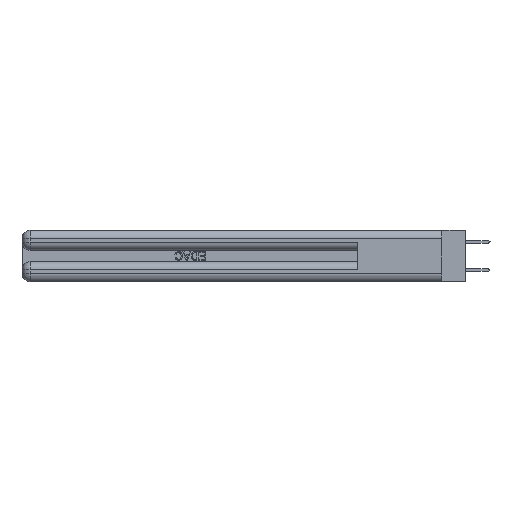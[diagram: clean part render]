
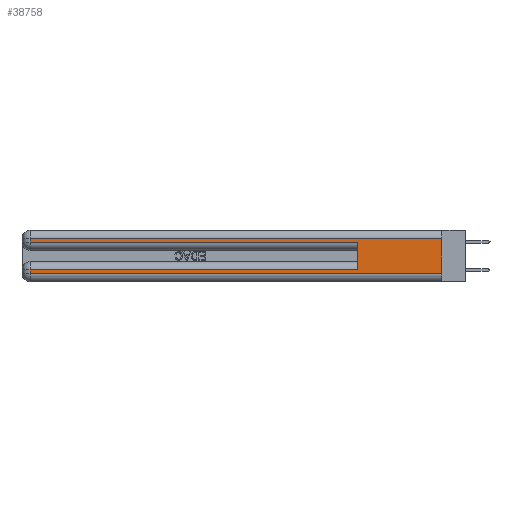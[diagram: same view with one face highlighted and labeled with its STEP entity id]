
A CAD part, left-side view. The second image highlights one B-rep face of the part: STEP entity #38758.
In plain terms, the highlighted planar face has unit normal (-1, 0, 0).
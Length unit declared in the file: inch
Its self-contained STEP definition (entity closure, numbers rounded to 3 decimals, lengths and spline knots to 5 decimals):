
#1069 = LINE ( 'NONE', #28415, #8094 ) ;
#1094 = DIRECTION ( 'NONE',  ( 0., 0., -1. ) ) ;
#1830 = DIRECTION ( 'NONE',  ( 0., 1., 0. ) ) ;
#1994 = ORIENTED_EDGE ( 'NONE', *, *, #21960, .F. ) ;
#3851 = EDGE_CURVE ( 'NONE', #7870, #19741, #39934, .T. ) ;
#3915 = DIRECTION ( 'NONE',  ( 0., 0., -1. ) ) ;
#4671 = VERTEX_POINT ( 'NONE', #22078 ) ;
#7548 = ORIENTED_EDGE ( 'NONE', *, *, #11720, .F. ) ;
#7870 = VERTEX_POINT ( 'NONE', #17726 ) ;
#8094 = VECTOR ( 'NONE', #14245, 39.37008 ) ;
#8394 = CARTESIAN_POINT ( 'NONE',  ( 0., 2.94, 0.06 ) ) ;
#10288 = LINE ( 'NONE', #41115, #16795 ) ;
#10736 = CARTESIAN_POINT ( 'NONE',  ( 0., 0., 0.37 ) ) ;
#11720 = EDGE_CURVE ( 'NONE', #7870, #39757, #16622, .T. ) ;
#11846 = VECTOR ( 'NONE', #28010, 39.37008 ) ;
#12480 = CARTESIAN_POINT ( 'NONE',  ( 0., 0.6, 0.285 ) ) ;
#13812 = EDGE_LOOP ( 'NONE', ( #1994, #28013, #21152, #29935, #7548, #16989, #42732, #32535 ) ) ;
#13864 = VERTEX_POINT ( 'NONE', #40651 ) ;
#14245 = DIRECTION ( 'NONE',  ( 0., -1., 0. ) ) ;
#14757 = CARTESIAN_POINT ( 'NONE',  ( 0., 2.94, 0.37 ) ) ;
#16622 = LINE ( 'NONE', #43205, #40055 ) ;
#16795 = VECTOR ( 'NONE', #27176, 39.37008 ) ;
#16989 = ORIENTED_EDGE ( 'NONE', *, *, #3851, .T. ) ;
#17315 = FACE_OUTER_BOUND ( 'NONE', #13812, .T. ) ;
#17726 = CARTESIAN_POINT ( 'NONE',  ( 0., 0.6, 0.085 ) ) ;
#18125 = VECTOR ( 'NONE', #1830, 39.37008 ) ;
#18153 = CARTESIAN_POINT ( 'NONE',  ( 0., 2.94, 0.37 ) ) ;
#18247 = CARTESIAN_POINT ( 'NONE',  ( 0., 0., 0.085 ) ) ;
#19735 = VECTOR ( 'NONE', #25133, 39.37008 ) ;
#19741 = VERTEX_POINT ( 'NONE', #29432 ) ;
#20612 = VERTEX_POINT ( 'NONE', #8394 ) ;
#21152 = ORIENTED_EDGE ( 'NONE', *, *, #36279, .T. ) ;
#21812 = PLANE ( 'NONE',  #25724 ) ;
#21960 = EDGE_CURVE ( 'NONE', #33408, #4671, #27655, .T. ) ;
#22078 = CARTESIAN_POINT ( 'NONE',  ( 0., 0., 0.06 ) ) ;
#22121 = VERTEX_POINT ( 'NONE', #38410 ) ;
#22396 = LINE ( 'NONE', #18153, #31098 ) ;
#22533 = DIRECTION ( 'NONE',  ( 0., 0., 1. ) ) ;
#25133 = DIRECTION ( 'NONE',  ( 0., 1., 0. ) ) ;
#25724 = AXIS2_PLACEMENT_3D ( 'NONE', #10736, #38862, #1094 ) ;
#27176 = DIRECTION ( 'NONE',  ( 0., -1., 0. ) ) ;
#27432 = LINE ( 'NONE', #43385, #18125 ) ;
#27655 = LINE ( 'NONE', #27870, #11846 ) ;
#27870 = CARTESIAN_POINT ( 'NONE',  ( 0., 0., 0.37 ) ) ;
#28010 = DIRECTION ( 'NONE',  ( 0., 0., -1. ) ) ;
#28013 = ORIENTED_EDGE ( 'NONE', *, *, #28496, .T. ) ;
#28415 = CARTESIAN_POINT ( 'NONE',  ( 0., 0., 0.285 ) ) ;
#28424 = CARTESIAN_POINT ( 'NONE',  ( 0., 0., 0.31 ) ) ;
#28496 = EDGE_CURVE ( 'NONE', #33408, #13864, #27432, .T. ) ;
#29432 = CARTESIAN_POINT ( 'NONE',  ( 0., 2.94, 0.085 ) ) ;
#29935 = ORIENTED_EDGE ( 'NONE', *, *, #31464, .T. ) ;
#30080 = LINE ( 'NONE', #14757, #33854 ) ;
#31098 = VECTOR ( 'NONE', #39028, 39.37008 ) ;
#31464 = EDGE_CURVE ( 'NONE', #22121, #39757, #1069, .T. ) ;
#32535 = ORIENTED_EDGE ( 'NONE', *, *, #43727, .T. ) ;
#33408 = VERTEX_POINT ( 'NONE', #28424 ) ;
#33854 = VECTOR ( 'NONE', #3915, 39.37008 ) ;
#36279 = EDGE_CURVE ( 'NONE', #13864, #22121, #30080, .T. ) ;
#38410 = CARTESIAN_POINT ( 'NONE',  ( 0., 2.94, 0.285 ) ) ;
#38758 = ADVANCED_FACE ( 'NONE', ( #17315 ), #21812, .F. ) ;
#38862 = DIRECTION ( 'NONE',  ( 1., 0., 0. ) ) ;
#39028 = DIRECTION ( 'NONE',  ( 0., 0., -1. ) ) ;
#39757 = VERTEX_POINT ( 'NONE', #12480 ) ;
#39934 = LINE ( 'NONE', #18247, #19735 ) ;
#40055 = VECTOR ( 'NONE', #22533, 39.37008 ) ;
#40651 = CARTESIAN_POINT ( 'NONE',  ( 0., 2.94, 0.31 ) ) ;
#41115 = CARTESIAN_POINT ( 'NONE',  ( 0., 0., 0.06 ) ) ;
#41468 = EDGE_CURVE ( 'NONE', #19741, #20612, #22396, .T. ) ;
#42732 = ORIENTED_EDGE ( 'NONE', *, *, #41468, .T. ) ;
#43205 = CARTESIAN_POINT ( 'NONE',  ( 0., 0.6, 0.145 ) ) ;
#43385 = CARTESIAN_POINT ( 'NONE',  ( 0., 0., 0.31 ) ) ;
#43727 = EDGE_CURVE ( 'NONE', #20612, #4671, #10288, .T. ) ;
